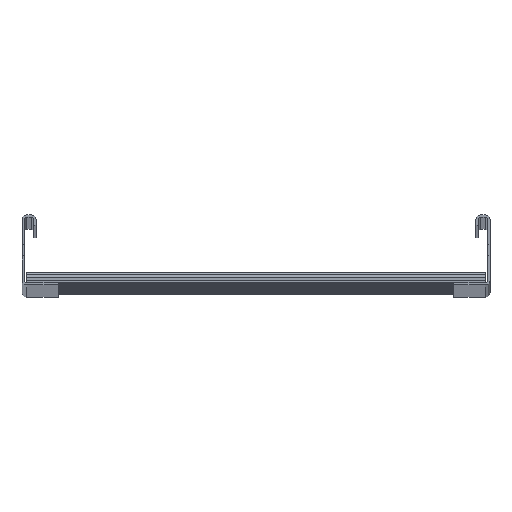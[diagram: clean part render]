
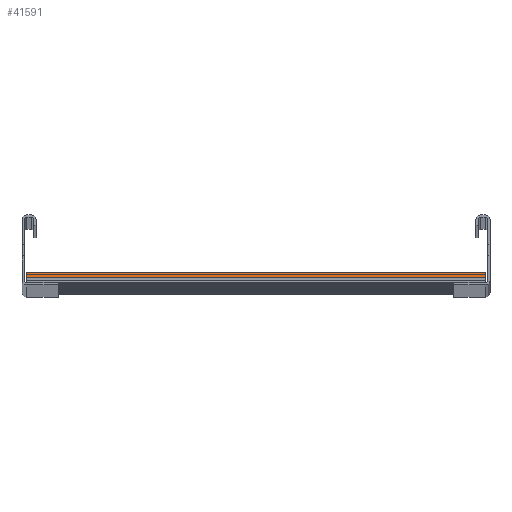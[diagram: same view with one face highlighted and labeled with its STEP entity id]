
A CAD part, top view. The second image highlights one B-rep face of the part: STEP entity #41591.
In plain terms, the highlighted cylindrical face has radius 4.5 mm (diameter 9 mm), a partial arc.
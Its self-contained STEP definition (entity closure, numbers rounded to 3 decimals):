
#3298=CARTESIAN_POINT('',(-196.,-23.5,2863.));
#3299=DIRECTION('',(1.,0.,0.));
#3300=DIRECTION('',(0.,0.,-1.));
#3301=AXIS2_PLACEMENT_3D('',#3298,#3299,#3300);
#4623=CARTESIAN_POINT('',(196.,-23.5,2863.));
#4624=DIRECTION('',(1.,0.,0.));
#4625=DIRECTION('',(0.,0.,-1.));
#4626=AXIS2_PLACEMENT_3D('',#4623,#4624,#4625);
#12493=DIRECTION('',(1.,0.,0.));
#12494=VECTOR('',#12493,392.);
#12495=CARTESIAN_POINT('',(-196.,-23.5,2867.5));
#12496=LINE('',#12495,#12494);
#12497=DIRECTION('',(1.,0.,0.));
#12498=VECTOR('',#12497,392.);
#12499=CARTESIAN_POINT('',(-196.,-23.5,2858.5));
#12500=LINE('',#12499,#12498);
#22705=CARTESIAN_POINT('',(-196.,-23.5,2858.5));
#22706=VERTEX_POINT('',#22705);
#22707=CARTESIAN_POINT('',(-196.,-23.5,2867.5));
#22708=VERTEX_POINT('',#22707);
#22725=CARTESIAN_POINT('',(196.,-23.5,2858.5));
#22726=VERTEX_POINT('',#22725);
#22727=CARTESIAN_POINT('',(196.,-23.5,2867.5));
#22728=VERTEX_POINT('',#22727);
#41579=CARTESIAN_POINT('',(-196.,-23.5,2863.));
#41580=DIRECTION('',(1.,0.,0.));
#41581=DIRECTION('',(0.,0.,-1.));
#41582=AXIS2_PLACEMENT_3D('',#41579,#41580,#41581);
#41583=CYLINDRICAL_SURFACE('',#41582,4.5);
#41584=ORIENTED_EDGE('',*,*,#27076,.F.);
#41586=ORIENTED_EDGE('',*,*,#41585,.T.);
#41587=ORIENTED_EDGE('',*,*,#28397,.T.);
#41588=ORIENTED_EDGE('',*,*,#41570,.F.);
#41589=EDGE_LOOP('',(#41584,#41586,#41587,#41588));
#41590=FACE_OUTER_BOUND('',#41589,.F.);
#41591=ADVANCED_FACE('',(#41590),#41583,.T.);
#3302=CIRCLE('',#3301,4.5);
#4627=CIRCLE('',#4626,4.5);
#27076=EDGE_CURVE('',#22706,#22708,#3302,.T.);
#28397=EDGE_CURVE('',#22726,#22728,#4627,.T.);
#41570=EDGE_CURVE('',#22708,#22728,#12496,.T.);
#41585=EDGE_CURVE('',#22706,#22726,#12500,.T.);
